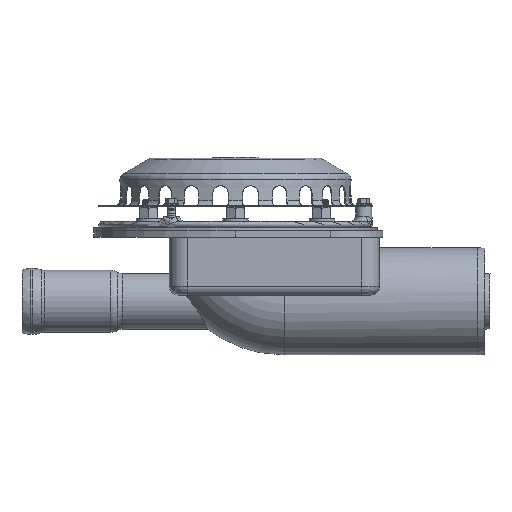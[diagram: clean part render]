
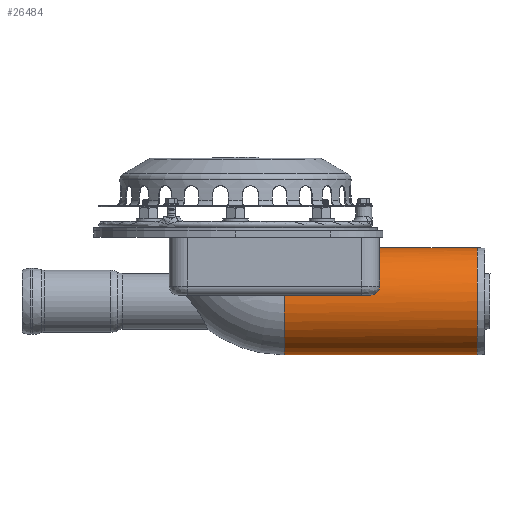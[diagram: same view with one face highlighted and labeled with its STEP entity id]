
A CAD part, front view. The second image highlights one B-rep face of the part: STEP entity #26484.
In plain terms, the highlighted cylindrical face has radius 510 mm (diameter 1020 mm), a full revolution.
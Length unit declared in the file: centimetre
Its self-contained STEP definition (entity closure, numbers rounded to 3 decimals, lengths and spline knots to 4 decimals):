
#427=B_SPLINE_CURVE_WITH_KNOTS('',3,(#50751,#50752,#50753,#50754,#50755,
#50756,#50757,#50758,#50759,#50760,#50761,#50762,#50763,#50764,#50765,#50766,
#50767,#50768),.UNSPECIFIED.,.F.,.F.,(4,2,2,2,2,2,2,2,4),(-12.9693,
-11.3246,-9.6799,-8.0352,-6.3906,
-4.7929,-3.1953,-1.5976,0.),.UNSPECIFIED.);
#429=B_SPLINE_CURVE_WITH_KNOTS('',3,(#50796,#50797,#50798,#50799,#50800,
#50801,#50802,#50803,#50804,#50805,#50806,#50807,#50808,#50809,#50810,#50811,
#50812,#50813),.UNSPECIFIED.,.F.,.F.,(4,2,2,2,2,2,2,2,4),(0.,1.5976,
3.1953,4.7929,6.3906,8.0352,9.6799,
11.3246,12.9693),.UNSPECIFIED.);
#3165=FACE_OUTER_BOUND('',#4755,.T.);
#4755=EDGE_LOOP('',(#24252,#24253,#24254,#24255,#24256,#24257,#24258,#24259,
#24260,#24261,#24262));
#7171=LINE('',#50701,#9524);
#7172=LINE('',#50745,#9525);
#7180=LINE('',#50851,#9533);
#9524=VECTOR('',#36241,1.);
#9525=VECTOR('',#36250,1.);
#9533=VECTOR('',#36288,51.);
#10607=CIRCLE('',#28992,51.);
#10608=CIRCLE('',#28993,51.);
#10611=CIRCLE('',#29001,51.);
#10617=CIRCLE('',#29011,51.);
#10618=CIRCLE('',#29012,51.);
#12987=VERTEX_POINT('',#50582);
#12988=VERTEX_POINT('',#50619);
#12989=VERTEX_POINT('',#50621);
#12992=VERTEX_POINT('',#50699);
#12995=VERTEX_POINT('',#50744);
#12997=VERTEX_POINT('',#50750);
#12999=VERTEX_POINT('',#50790);
#13005=VERTEX_POINT('',#50845);
#13006=VERTEX_POINT('',#50846);
#16742=EDGE_CURVE('',#12987,#12988,#10607,.T.);
#16743=EDGE_CURVE('',#12988,#12989,#10608,.T.);
#16748=EDGE_CURVE('',#12987,#12992,#7171,.T.);
#16752=EDGE_CURVE('',#12995,#12989,#7172,.T.);
#16755=EDGE_CURVE('',#12997,#12995,#427,.T.);
#16758=EDGE_CURVE('',#12999,#12997,#10611,.T.);
#16761=EDGE_CURVE('',#12992,#12999,#429,.T.);
#16769=EDGE_CURVE('',#13005,#13006,#10617,.T.);
#16771=EDGE_CURVE('',#13006,#13005,#10618,.T.);
#16772=EDGE_CURVE('',#12988,#13006,#7180,.T.);
#24252=ORIENTED_EDGE('',*,*,#16752,.T.);
#24253=ORIENTED_EDGE('',*,*,#16743,.F.);
#24254=ORIENTED_EDGE('',*,*,#16772,.T.);
#24255=ORIENTED_EDGE('',*,*,#16771,.T.);
#24256=ORIENTED_EDGE('',*,*,#16769,.T.);
#24257=ORIENTED_EDGE('',*,*,#16772,.F.);
#24258=ORIENTED_EDGE('',*,*,#16742,.F.);
#24259=ORIENTED_EDGE('',*,*,#16748,.T.);
#24260=ORIENTED_EDGE('',*,*,#16761,.T.);
#24261=ORIENTED_EDGE('',*,*,#16758,.T.);
#24262=ORIENTED_EDGE('',*,*,#16755,.T.);
#25068=CYLINDRICAL_SURFACE('',#29013,51.);
#26484=ADVANCED_FACE('',(#3165),#25068,.T.);
#28992=AXIS2_PLACEMENT_3D('',#50620,#36233,#36234);
#28993=AXIS2_PLACEMENT_3D('',#50622,#36235,#36236);
#29001=AXIS2_PLACEMENT_3D('',#50791,#36258,#36259);
#29011=AXIS2_PLACEMENT_3D('',#50847,#36281,#36282);
#29012=AXIS2_PLACEMENT_3D('',#50849,#36284,#36285);
#29013=AXIS2_PLACEMENT_3D('',#50850,#36286,#36287);
#36233=DIRECTION('center_axis',(-1.,0.,0.));
#36234=DIRECTION('ref_axis',(0.,0.,
1.));
#36235=DIRECTION('center_axis',(-1.,0.,0.));
#36236=DIRECTION('ref_axis',(0.,0.,
1.));
#36241=DIRECTION('',(1.,0.,0.));
#36250=DIRECTION('',(-1.,0.,0.));
#36258=DIRECTION('center_axis',(1.,0.,0.));
#36259=DIRECTION('ref_axis',(0.,0.,
1.));
#36281=DIRECTION('center_axis',(-1.,0.,0.));
#36282=DIRECTION('ref_axis',(0.,-1.,0.));
#36284=DIRECTION('center_axis',(-1.,0.,0.));
#36285=DIRECTION('ref_axis',(0.,-1.,0.));
#36286=DIRECTION('center_axis',(-1.,0.,0.));
#36287=DIRECTION('ref_axis',(0.,0.,
1.));
#36288=DIRECTION('',(1.,0.,0.));
#50582=CARTESIAN_POINT('',(-566.2725,-3557.8895,-1334.4132));
#50619=CARTESIAN_POINT('',(-566.2725,-3608.5354,-1391.4132));
#50620=CARTESIAN_POINT('Origin',(-566.2725,-3608.5354,-1340.4132));
#50621=CARTESIAN_POINT('',(-566.2725,-3659.1812,-1334.4132));
#50622=CARTESIAN_POINT('Origin',(-566.2725,-3608.5354,-1340.4132));
#50699=CARTESIAN_POINT('',(-484.097,-3557.8895,-1334.4132));
#50701=CARTESIAN_POINT('',(-370.6048,-3557.8895,-1334.4132));
#50744=CARTESIAN_POINT('',(-484.097,-3659.1812,-1334.4132));
#50745=CARTESIAN_POINT('',(-370.6048,-3659.1812,-1334.4132));
#50750=CARTESIAN_POINT('',(-475.597,-3657.4307,-1325.9132));
#50751=CARTESIAN_POINT('Ctrl Pts',(-475.597,-3657.4307,
-1325.9132));
#50752=CARTESIAN_POINT('Ctrl Pts',(-475.597,-3657.5865,
-1326.4388));
#50753=CARTESIAN_POINT('Ctrl Pts',(-475.6465,-3657.7392,
-1326.9857));
#50754=CARTESIAN_POINT('Ctrl Pts',(-475.8588,-3658.0247,
-1328.0794));
#50755=CARTESIAN_POINT('Ctrl Pts',(-476.0215,-3658.1575,
-1328.6263));
#50756=CARTESIAN_POINT('Ctrl Pts',(-476.4557,-3658.396,
-1329.6795));
#50757=CARTESIAN_POINT('Ctrl Pts',(-476.7276,-3658.5018,-1330.1867));
#50758=CARTESIAN_POINT('Ctrl Pts',(-477.36,-3658.6851,
-1331.127));
#50759=CARTESIAN_POINT('Ctrl Pts',(-477.7206,-3658.7626,
-1331.5601));
#50760=CARTESIAN_POINT('Ctrl Pts',(-478.482,-3658.89,-1332.3164));
#50761=CARTESIAN_POINT('Ctrl Pts',(-478.9062,-3658.9446,
-1332.6671));
#50762=CARTESIAN_POINT('Ctrl Pts',(-479.8305,-3659.0358,
-1333.2859));
#50763=CARTESIAN_POINT('Ctrl Pts',(-480.3306,-3659.0725,-1333.5541));
#50764=CARTESIAN_POINT('Ctrl Pts',(-481.3743,-3659.1291,
-1333.9851));
#50765=CARTESIAN_POINT('Ctrl Pts',(-481.9188,-3659.1492,-1334.1483));
#50766=CARTESIAN_POINT('Ctrl Pts',(-483.0138,-3659.1753,
-1334.3623));
#50767=CARTESIAN_POINT('Ctrl Pts',(-483.5645,-3659.1812,
-1334.4132));
#50768=CARTESIAN_POINT('Ctrl Pts',(-484.097,-3659.1812,
-1334.4132));
#50790=CARTESIAN_POINT('',(-475.597,-3559.6401,-1325.9132));
#50791=CARTESIAN_POINT('Origin',(-475.597,-3608.5354,-1340.4132));
#50796=CARTESIAN_POINT('Ctrl Pts',(-484.097,-3557.8895,
-1334.4132));
#50797=CARTESIAN_POINT('Ctrl Pts',(-483.5645,-3557.8895,
-1334.4132));
#50798=CARTESIAN_POINT('Ctrl Pts',(-483.0138,-3557.8955,
-1334.3623));
#50799=CARTESIAN_POINT('Ctrl Pts',(-481.9188,-3557.9215,-1334.1483));
#50800=CARTESIAN_POINT('Ctrl Pts',(-481.3743,-3557.9416,-1333.9851));
#50801=CARTESIAN_POINT('Ctrl Pts',(-480.3306,-3557.9982,
-1333.5541));
#50802=CARTESIAN_POINT('Ctrl Pts',(-479.8305,-3558.0349,
-1333.2859));
#50803=CARTESIAN_POINT('Ctrl Pts',(-478.9062,-3558.1261,-1332.6671));
#50804=CARTESIAN_POINT('Ctrl Pts',(-478.482,-3558.1808,-1332.3164));
#50805=CARTESIAN_POINT('Ctrl Pts',(-477.7206,-3558.3081,
-1331.5601));
#50806=CARTESIAN_POINT('Ctrl Pts',(-477.36,-3558.3856,-1331.127));
#50807=CARTESIAN_POINT('Ctrl Pts',(-476.7276,-3558.5689,-1330.1867));
#50808=CARTESIAN_POINT('Ctrl Pts',(-476.4557,-3558.6748,
-1329.6795));
#50809=CARTESIAN_POINT('Ctrl Pts',(-476.0215,-3558.9132,-1328.6263));
#50810=CARTESIAN_POINT('Ctrl Pts',(-475.8588,-3559.046,
-1328.0794));
#50811=CARTESIAN_POINT('Ctrl Pts',(-475.6465,-3559.3315,
-1326.9857));
#50812=CARTESIAN_POINT('Ctrl Pts',(-475.597,-3559.4842,
-1326.4388));
#50813=CARTESIAN_POINT('Ctrl Pts',(-475.597,-3559.6401,
-1325.9132));
#50845=CARTESIAN_POINT('',(-382.6065,-3659.5354,-1340.4132));
#50846=CARTESIAN_POINT('',(-382.6065,-3608.5354,-1391.4132));
#50847=CARTESIAN_POINT('Origin',(-382.6065,-3608.5354,-1340.4132));
#50849=CARTESIAN_POINT('Origin',(-382.6065,-3608.5354,-1340.4132));
#50850=CARTESIAN_POINT('Origin',(-370.6048,-3608.5354,-1340.4132));
#50851=CARTESIAN_POINT('',(-370.6048,-3608.5354,-1391.4132));
